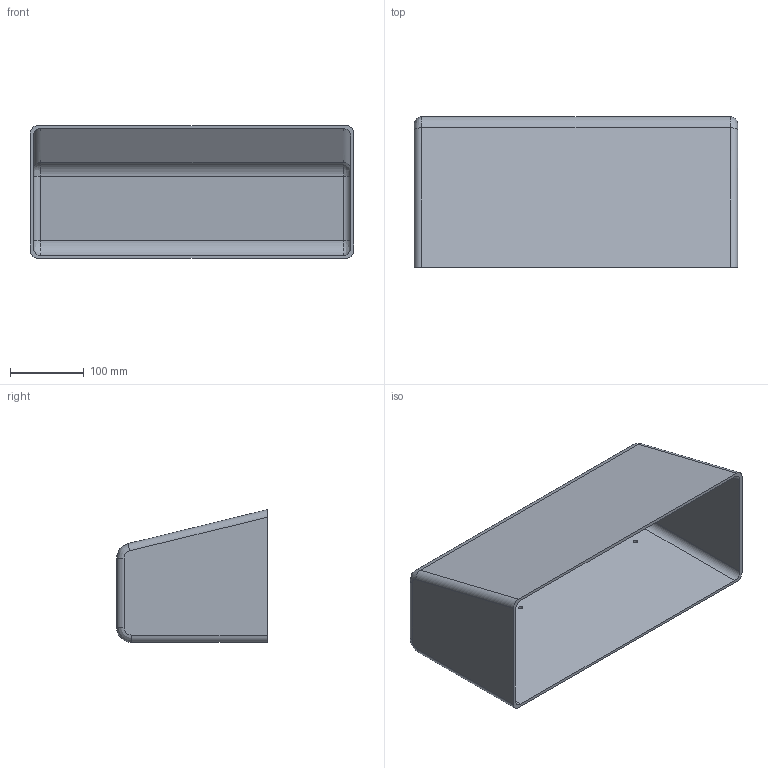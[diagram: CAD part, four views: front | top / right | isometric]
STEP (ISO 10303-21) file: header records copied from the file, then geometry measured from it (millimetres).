
FILE_DESCRIPTION(/* description */ (''),/* implementation_level */ '2;1');
FILE_NAME(/* name */ 'Right Dash Compartment.step',/* time_stamp */ '2026-01-22T12:46:09-05:00',/* author */ (''),/* organization */ (''),/* preprocessor_version */ 'ST-DEVELOPER v20.1',/* originating_system */ 'Autodesk Translation Framework v14.21.0.0',/* authorisation */ '');
FILE_SCHEMA (('AUTOMOTIVE_DESIGN { 1 0 10303 214 3 1 1 }'));
Length unit declared in the file: millimetre
Products named in the file (1): 2026-01-22-12-27-07-009
Bounding box: 438 x 204 x 180 mm (x, y, z)
Volume: 1173671.7 mm3; surface area: 571632 mm2
Topology: 1 solids, 1 shells, 37 faces, 86 edges, 52 vertices
Faces by surface type: cylinder 18, plane 11, bspline 8
Full cylindrical faces by diameter (mm): 5.5 x2
Entity records: 1129 total; most frequent: CARTESIAN_POINT 240, DIRECTION 190, ORIENTED_EDGE 172, EDGE_CURVE 86, AXIS2_PLACEMENT_3D 74, VERTEX_POINT 52, EDGE_LOOP 42, LINE 42
